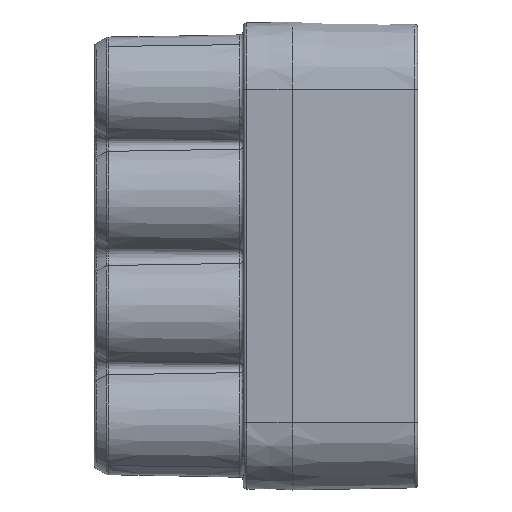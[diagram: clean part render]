
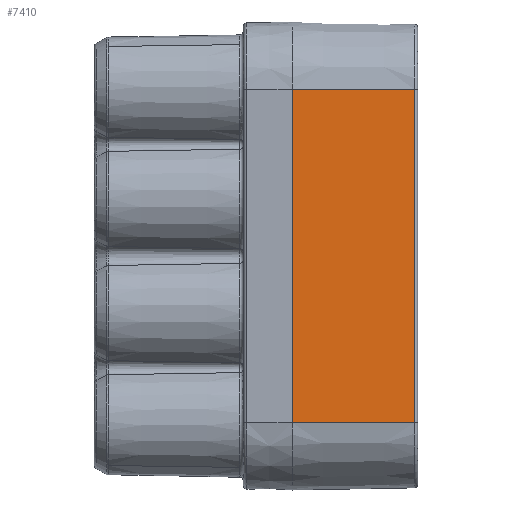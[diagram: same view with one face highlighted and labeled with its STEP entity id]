
A CAD part, left-side view. The second image highlights one B-rep face of the part: STEP entity #7410.
In plain terms, the highlighted planar face has unit normal (-1, -0.018, 0).
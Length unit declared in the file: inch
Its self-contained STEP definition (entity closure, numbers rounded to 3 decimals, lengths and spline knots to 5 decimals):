
#51 = CARTESIAN_POINT ( 'NONE',  ( -0.18157, -0.89017, -0.306 ) ) ;
#770 = ORIENTED_EDGE ( 'NONE', *, *, #1637, .T. ) ;
#1449 = CARTESIAN_POINT ( 'NONE',  ( -0.1875, -0.55029, 0. ) ) ;
#1637 = EDGE_CURVE ( 'NONE', #4452, #10510, #6346, .T. ) ;
#1677 = LINE ( 'NONE', #4040, #3940 ) ;
#2419 = ORIENTED_EDGE ( 'NONE', *, *, #9380, .F. ) ;
#2743 = VECTOR ( 'NONE', #7868, 39.37008 ) ;
#3343 = DIRECTION ( 'NONE',  ( -1., -0.017, 0. ) ) ;
#3898 = DIRECTION ( 'NONE',  ( -0.017, 1., 0. ) ) ;
#3940 = VECTOR ( 'NONE', #7386, 39.37008 ) ;
#3964 = CARTESIAN_POINT ( 'NONE',  ( -0.1875, -0.55029, 0.622 ) ) ;
#4040 = CARTESIAN_POINT ( 'NONE',  ( -0.1875, -0.55029, -0.306 ) ) ;
#4125 = VECTOR ( 'NONE', #3898, 39.37008 ) ;
#4272 = FACE_OUTER_BOUND ( 'NONE', #9871, .T. ) ;
#4452 = VERTEX_POINT ( 'NONE', #6162 ) ;
#4486 = VERTEX_POINT ( 'NONE', #9618 ) ;
#5065 = PLANE ( 'NONE',  #8456 ) ;
#5283 = LINE ( 'NONE', #8384, #9494 ) ;
#6162 = CARTESIAN_POINT ( 'NONE',  ( -0.18157, -0.89017, 0.622 ) ) ;
#6296 = ORIENTED_EDGE ( 'NONE', *, *, #10102, .T. ) ;
#6346 = LINE ( 'NONE', #3964, #4125 ) ;
#6695 = DIRECTION ( 'NONE',  ( 0., 0., 1. ) ) ;
#7256 = VERTEX_POINT ( 'NONE', #51 ) ;
#7386 = DIRECTION ( 'NONE',  ( -0.017, 1., 0. ) ) ;
#7410 = ADVANCED_FACE ( 'NONE', ( #4272 ), #5065, .T. ) ;
#7585 = ORIENTED_EDGE ( 'NONE', *, *, #9520, .F. ) ;
#7868 = DIRECTION ( 'NONE',  ( 0., 0., 1. ) ) ;
#8384 = CARTESIAN_POINT ( 'NONE',  ( -0.18157, -0.89017, 0.622 ) ) ;
#8412 = DIRECTION ( 'NONE',  ( 0.017, -1., 0. ) ) ;
#8456 = AXIS2_PLACEMENT_3D ( 'NONE', #10100, #3343, #8412 ) ;
#9380 = EDGE_CURVE ( 'NONE', #4486, #10510, #9492, .T. ) ;
#9492 = LINE ( 'NONE', #1449, #2743 ) ;
#9494 = VECTOR ( 'NONE', #6695, 39.37008 ) ;
#9520 = EDGE_CURVE ( 'NONE', #7256, #4486, #1677, .T. ) ;
#9618 = CARTESIAN_POINT ( 'NONE',  ( -0.1875, -0.55029, -0.306 ) ) ;
#9871 = EDGE_LOOP ( 'NONE', ( #7585, #6296, #770, #2419 ) ) ;
#10100 = CARTESIAN_POINT ( 'NONE',  ( -0.1875, -0.55029, 0. ) ) ;
#10102 = EDGE_CURVE ( 'NONE', #7256, #4452, #5283, .T. ) ;
#10478 = CARTESIAN_POINT ( 'NONE',  ( -0.1875, -0.55029, 0.622 ) ) ;
#10510 = VERTEX_POINT ( 'NONE', #10478 ) ;
